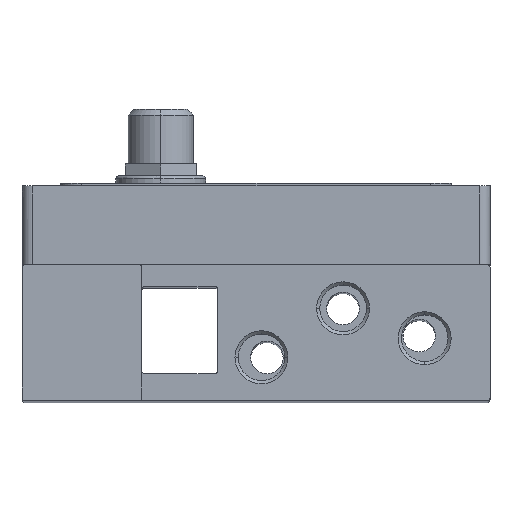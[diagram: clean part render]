
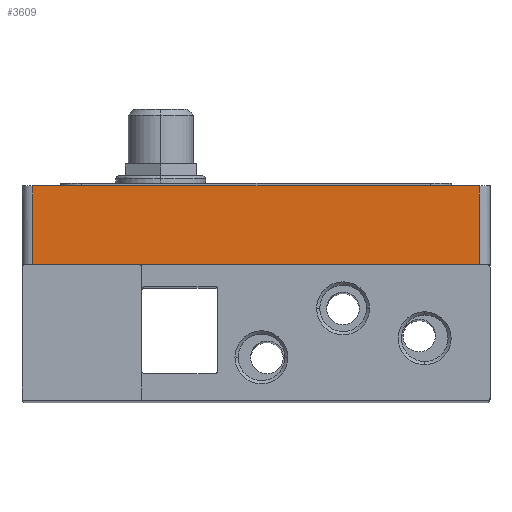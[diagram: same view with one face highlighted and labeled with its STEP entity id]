
A CAD part, top view. The second image highlights one B-rep face of the part: STEP entity #3609.
In plain terms, the highlighted planar face has unit normal (0, 0, 1).
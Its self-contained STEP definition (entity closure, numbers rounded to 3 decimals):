
#113 = DIRECTION ( 'NONE',  ( 1., 0., 0. ) ) ;
#363 = ORIENTED_EDGE ( 'NONE', *, *, #568, .F. ) ;
#454 = CARTESIAN_POINT ( 'NONE',  ( 2., 39.5, 20.5 ) ) ;
#568 = EDGE_CURVE ( 'NONE', #5288, #5961, #4417, .T. ) ;
#715 = LINE ( 'NONE', #3190, #4302 ) ;
#861 = FACE_OUTER_BOUND ( 'NONE', #5548, .T. ) ;
#1021 = CARTESIAN_POINT ( 'NONE',  ( 84., 39.5, 20.5 ) ) ;
#1266 = EDGE_CURVE ( 'NONE', #6189, #7205, #715, .T. ) ;
#2175 = AXIS2_PLACEMENT_3D ( 'NONE', #5749, #5835, #5106 ) ;
#2222 = CARTESIAN_POINT ( 'NONE',  ( 2., 39.5, 20.5 ) ) ;
#2344 = VECTOR ( 'NONE', #6872, 1000. ) ;
#2826 = VECTOR ( 'NONE', #7248, 1000. ) ;
#3062 = VECTOR ( 'NONE', #3926, 1000. ) ;
#3190 = CARTESIAN_POINT ( 'NONE',  ( 85.5, 25., 20.5 ) ) ;
#3236 = ORIENTED_EDGE ( 'NONE', *, *, #6460, .F. ) ;
#3283 = CARTESIAN_POINT ( 'NONE',  ( 84., 39.5, 20.5 ) ) ;
#3312 = EDGE_CURVE ( 'NONE', #6189, #5288, #6607, .T. ) ;
#3609 = ADVANCED_FACE ( 'NONE', ( #861 ), #7073, .F. ) ;
#3926 = DIRECTION ( 'NONE',  ( 0., -1., 0. ) ) ;
#3964 = LINE ( 'NONE', #3283, #3062 ) ;
#4302 = VECTOR ( 'NONE', #113, 1000. ) ;
#4417 = LINE ( 'NONE', #5062, #2344 ) ;
#4711 = ORIENTED_EDGE ( 'NONE', *, *, #3312, .F. ) ;
#5062 = CARTESIAN_POINT ( 'NONE',  ( 2., 39.5, 20.5 ) ) ;
#5106 = DIRECTION ( 'NONE',  ( -1., 0., 0. ) ) ;
#5288 = VERTEX_POINT ( 'NONE', #2222 ) ;
#5425 = CARTESIAN_POINT ( 'NONE',  ( 84., 25., 20.5 ) ) ;
#5433 = CARTESIAN_POINT ( 'NONE',  ( 2., 25., 20.5 ) ) ;
#5548 = EDGE_LOOP ( 'NONE', ( #3236, #363, #4711, #6595 ) ) ;
#5749 = CARTESIAN_POINT ( 'NONE',  ( 2., 39.5, 20.5 ) ) ;
#5835 = DIRECTION ( 'NONE',  ( 0., 0., -1. ) ) ;
#5961 = VERTEX_POINT ( 'NONE', #1021 ) ;
#6189 = VERTEX_POINT ( 'NONE', #5433 ) ;
#6460 = EDGE_CURVE ( 'NONE', #5961, #7205, #3964, .T. ) ;
#6595 = ORIENTED_EDGE ( 'NONE', *, *, #1266, .T. ) ;
#6607 = LINE ( 'NONE', #454, #2826 ) ;
#6872 = DIRECTION ( 'NONE',  ( 1., 0., 0. ) ) ;
#7073 = PLANE ( 'NONE',  #2175 ) ;
#7205 = VERTEX_POINT ( 'NONE', #5425 ) ;
#7248 = DIRECTION ( 'NONE',  ( 0., 1., 0. ) ) ;
